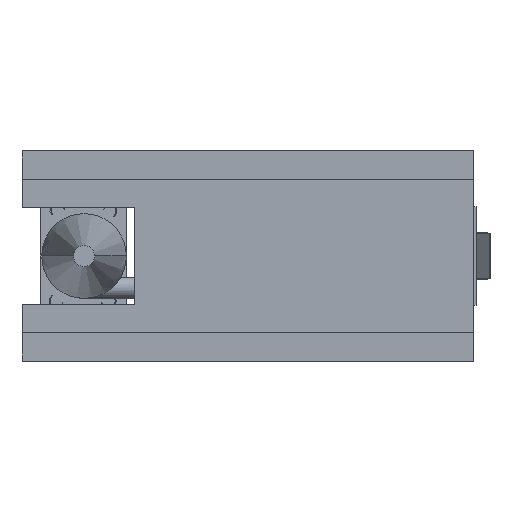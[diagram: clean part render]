
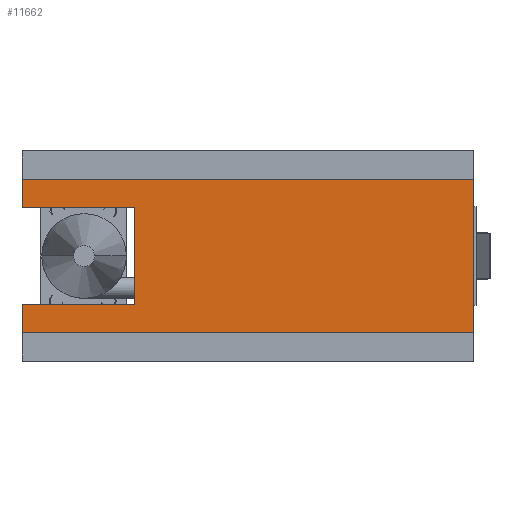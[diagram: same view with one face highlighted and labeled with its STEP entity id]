
A CAD part, front view. The second image highlights one B-rep face of the part: STEP entity #11662.
In plain terms, the highlighted planar face has unit normal (0, -1, 0).
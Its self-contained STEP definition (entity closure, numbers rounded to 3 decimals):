
#203 = DIRECTION ( 'NONE',  ( 0., 0., 1. ) ) ;
#450 = VERTEX_POINT ( 'NONE', #7627 ) ;
#472 = DIRECTION ( 'NONE',  ( 0., 0., -1. ) ) ;
#537 = ORIENTED_EDGE ( 'NONE', *, *, #8361, .T. ) ;
#713 = EDGE_CURVE ( 'NONE', #6064, #9984, #7137, .T. ) ;
#837 = VECTOR ( 'NONE', #11923, 1000. ) ;
#1146 = VERTEX_POINT ( 'NONE', #3874 ) ;
#1386 = DIRECTION ( 'NONE',  ( 1., 0., 0. ) ) ;
#1405 = CARTESIAN_POINT ( 'NONE',  ( -400., 0., 545. ) ) ;
#1437 = ORIENTED_EDGE ( 'NONE', *, *, #11198, .T. ) ;
#2498 = CARTESIAN_POINT ( 'NONE',  ( 0., 0., 545. ) ) ;
#2558 = VERTEX_POINT ( 'NONE', #11697 ) ;
#2806 = CARTESIAN_POINT ( 'NONE',  ( 0., 0., 100. ) ) ;
#2823 = CARTESIAN_POINT ( 'NONE',  ( 1200., 0., 545. ) ) ;
#2946 = PLANE ( 'NONE',  #8869 ) ;
#3475 = DIRECTION ( 'NONE',  ( -1., 0., 0. ) ) ;
#3554 = VECTOR ( 'NONE', #9828, 1000. ) ;
#3874 = CARTESIAN_POINT ( 'NONE',  ( 0., 0., 445. ) ) ;
#4201 = LINE ( 'NONE', #8868, #6839 ) ;
#4220 = LINE ( 'NONE', #2498, #6229 ) ;
#4248 = CARTESIAN_POINT ( 'NONE',  ( 0., 0., 445. ) ) ;
#4462 = ORIENTED_EDGE ( 'NONE', *, *, #10753, .T. ) ;
#4862 = VERTEX_POINT ( 'NONE', #6450 ) ;
#4865 = VECTOR ( 'NONE', #3475, 1000. ) ;
#4919 = VERTEX_POINT ( 'NONE', #2823 ) ;
#4922 = ORIENTED_EDGE ( 'NONE', *, *, #713, .T. ) ;
#4966 = LINE ( 'NONE', #1405, #6296 ) ;
#5319 = CARTESIAN_POINT ( 'NONE',  ( 0., 0., 100. ) ) ;
#5352 = LINE ( 'NONE', #9083, #837 ) ;
#5523 = LINE ( 'NONE', #9082, #10734 ) ;
#5759 = CARTESIAN_POINT ( 'NONE',  ( 0., 0., 545. ) ) ;
#6064 = VERTEX_POINT ( 'NONE', #9405 ) ;
#6094 = CARTESIAN_POINT ( 'NONE',  ( 0., 0., 0. ) ) ;
#6229 = VECTOR ( 'NONE', #11894, 1000. ) ;
#6296 = VECTOR ( 'NONE', #9861, 1000. ) ;
#6450 = CARTESIAN_POINT ( 'NONE',  ( -400., 0., 100. ) ) ;
#6637 = FACE_OUTER_BOUND ( 'NONE', #9664, .T. ) ;
#6839 = VECTOR ( 'NONE', #472, 1000. ) ;
#6985 = LINE ( 'NONE', #5319, #4865 ) ;
#7137 = LINE ( 'NONE', #6094, #9705 ) ;
#7528 = EDGE_CURVE ( 'NONE', #450, #4919, #4220, .T. ) ;
#7627 = CARTESIAN_POINT ( 'NONE',  ( -400., 0., 545. ) ) ;
#8231 = ORIENTED_EDGE ( 'NONE', *, *, #7528, .F. ) ;
#8361 = EDGE_CURVE ( 'NONE', #10582, #4862, #6985, .T. ) ;
#8588 = DIRECTION ( 'NONE',  ( 0., 1., 0. ) ) ;
#8868 = CARTESIAN_POINT ( 'NONE',  ( 0., 0., 545. ) ) ;
#8869 = AXIS2_PLACEMENT_3D ( 'NONE', #5759, #8588, #203 ) ;
#9055 = EDGE_CURVE ( 'NONE', #1146, #10582, #4201, .T. ) ;
#9082 = CARTESIAN_POINT ( 'NONE',  ( 1200., 0., 545. ) ) ;
#9083 = CARTESIAN_POINT ( 'NONE',  ( -400., 0., 0. ) ) ;
#9321 = DIRECTION ( 'NONE',  ( 0., 0., -1. ) ) ;
#9405 = CARTESIAN_POINT ( 'NONE',  ( -400., 0., 0. ) ) ;
#9664 = EDGE_LOOP ( 'NONE', ( #4922, #11897, #8231, #4462, #1437, #11812, #537, #10183 ) ) ;
#9705 = VECTOR ( 'NONE', #1386, 1000. ) ;
#9734 = EDGE_CURVE ( 'NONE', #4919, #9984, #5523, .T. ) ;
#9828 = DIRECTION ( 'NONE',  ( 1., 0., 0. ) ) ;
#9861 = DIRECTION ( 'NONE',  ( 0., 0., -1. ) ) ;
#9984 = VERTEX_POINT ( 'NONE', #10435 ) ;
#10007 = LINE ( 'NONE', #4248, #3554 ) ;
#10183 = ORIENTED_EDGE ( 'NONE', *, *, #11480, .T. ) ;
#10435 = CARTESIAN_POINT ( 'NONE',  ( 1200., 0., 0. ) ) ;
#10582 = VERTEX_POINT ( 'NONE', #2806 ) ;
#10734 = VECTOR ( 'NONE', #9321, 1000. ) ;
#10753 = EDGE_CURVE ( 'NONE', #450, #2558, #4966, .T. ) ;
#11198 = EDGE_CURVE ( 'NONE', #2558, #1146, #10007, .T. ) ;
#11480 = EDGE_CURVE ( 'NONE', #4862, #6064, #5352, .T. ) ;
#11662 = ADVANCED_FACE ( 'NONE', ( #6637 ), #2946, .F. ) ;
#11697 = CARTESIAN_POINT ( 'NONE',  ( -400., 0., 445. ) ) ;
#11812 = ORIENTED_EDGE ( 'NONE', *, *, #9055, .T. ) ;
#11894 = DIRECTION ( 'NONE',  ( 1., 0., 0. ) ) ;
#11897 = ORIENTED_EDGE ( 'NONE', *, *, #9734, .F. ) ;
#11923 = DIRECTION ( 'NONE',  ( 0., 0., -1. ) ) ;
